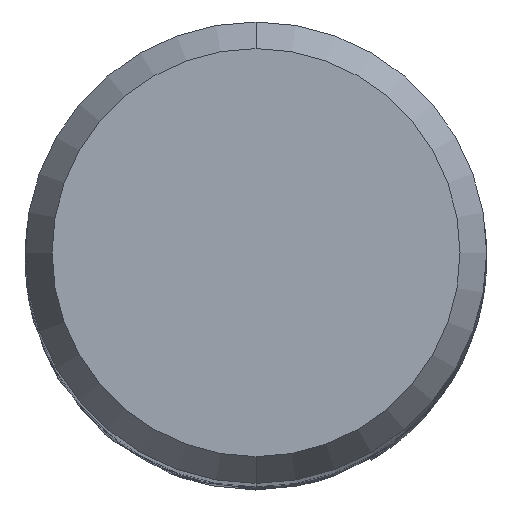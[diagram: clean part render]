
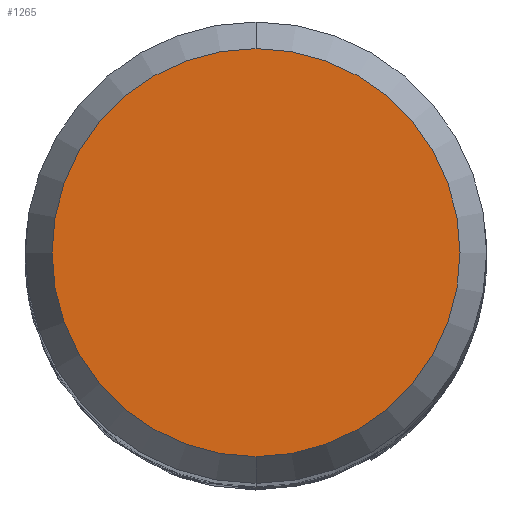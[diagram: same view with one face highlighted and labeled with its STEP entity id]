
A CAD part, top view. The second image highlights one B-rep face of the part: STEP entity #1265.
In plain terms, the highlighted planar face has unit normal (0, 0, 1).
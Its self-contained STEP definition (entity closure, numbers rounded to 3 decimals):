
#557=EDGE_CURVE('',#1279,#701,#1418,.T.);
#701=VERTEX_POINT('',#1572);
#973=EDGE_CURVE('',#701,#1279,#1880,.T.);
#1265=ADVANCED_FACE('',(#2192),#2193,.T.);
#1279=VERTEX_POINT('',#2208);
#1418=CIRCLE('',#3216,4.423);
#1572=CARTESIAN_POINT('',(0.,-4.423,0.0));
#1880=CIRCLE('',#7039,4.423);
#2192=FACE_OUTER_BOUND('',#9083,.T.);
#2193=PLANE('',#9084);
#2208=CARTESIAN_POINT('',(0.0,4.423,0.0));
#3216=AXIS2_PLACEMENT_3D('',#9217,#9218,#9219);
#7039=AXIS2_PLACEMENT_3D('',#9769,#9770,#9771);
#9083=EDGE_LOOP('',(#10078,#10079));
#9084=AXIS2_PLACEMENT_3D('',#10080,#10081,#10082);
#9217=CARTESIAN_POINT('',(0.0,0.0,0.0));
#9218=DIRECTION('',(0.0,0.0,-1.0));
#9219=DIRECTION('',(0.0,1.0,0.0));
#9769=CARTESIAN_POINT('',(0.0,0.0,0.0));
#9770=DIRECTION('',(0.0,0.0,-1.0));
#9771=DIRECTION('',(0.0,1.0,0.0));
#10078=ORIENTED_EDGE('',*,*,#557,.F.);
#10079=ORIENTED_EDGE('',*,*,#973,.F.);
#10080=CARTESIAN_POINT('',(0.0,2.211,0.0));
#10081=DIRECTION('',(-0.0,0.0,1.0));
#10082=DIRECTION('',(0.0,-1.0,0.0));
